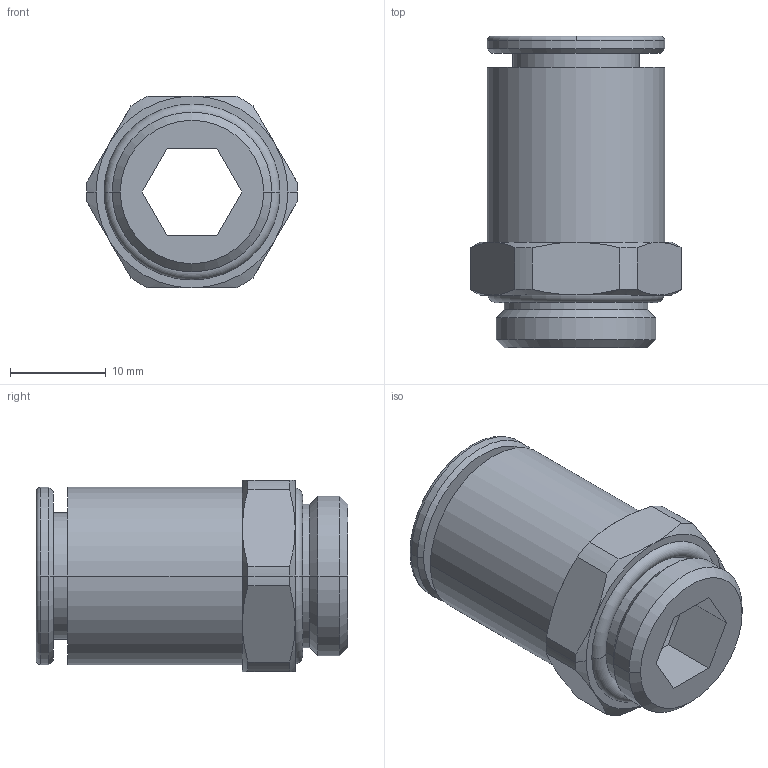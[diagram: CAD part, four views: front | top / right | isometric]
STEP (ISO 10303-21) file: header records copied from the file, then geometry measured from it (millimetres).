
FILE_DESCRIPTION(('STEP AP214'),'1');
FILE_NAME('3101_12_17.stp','2016-07-07T15:00:15',('TraceParts'),('TraceParts S.A.'),'Spatial InterOp 3D',' ',' ');
FILE_SCHEMA(('automotive_design'));
Length unit declared in the file: millimetre
Products named in the file (1): 1
Bounding box: 22 x 32.5 x 20 mm (x, y, z)
Volume: 5184.3 mm3; surface area: 3869.1 mm2
Topology: 1 solids, 1 shells, 65 faces, 150 edges, 92 vertices
Faces by surface type: cone 22, cylinder 20, plane 19, torus 4
Entity records: 1887 total; most frequent: CARTESIAN_POINT 404, DIRECTION 330, ORIENTED_EDGE 300, EDGE_CURVE 150, AXIS2_PLACEMENT_3D 138, VERTEX_POINT 92, EDGE_LOOP 72, CIRCLE 72
